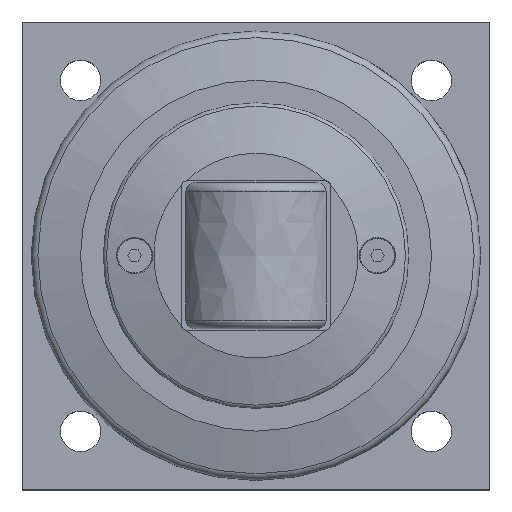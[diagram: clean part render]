
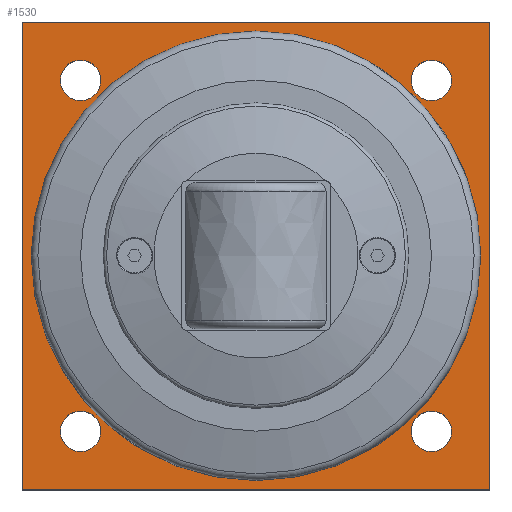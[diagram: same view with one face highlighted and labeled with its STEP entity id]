
A CAD part, top view. The second image highlights one B-rep face of the part: STEP entity #1530.
In plain terms, the highlighted planar face has unit normal (0, 0, 1).
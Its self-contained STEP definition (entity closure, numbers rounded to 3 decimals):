
#77=FACE_BOUND('',#332,.T.);
#78=FACE_BOUND('',#333,.T.);
#79=FACE_BOUND('',#334,.T.);
#80=FACE_BOUND('',#335,.T.);
#81=FACE_BOUND('',#336,.T.);
#161=CIRCLE('',#1709,51.);
#162=CIRCLE('',#1711,6.918);
#163=CIRCLE('',#1712,6.918);
#164=CIRCLE('',#1713,6.918);
#165=CIRCLE('',#1714,6.918);
#166=CIRCLE('',#1715,6.918);
#167=CIRCLE('',#1716,6.918);
#168=CIRCLE('',#1717,6.918);
#169=CIRCLE('',#1718,6.918);
#240=FACE_OUTER_BOUND('',#331,.T.);
#331=EDGE_LOOP('',(#1318,#1319,#1320,#1321));
#332=EDGE_LOOP('',(#1322));
#333=EDGE_LOOP('',(#1323,#1324));
#334=EDGE_LOOP('',(#1325,#1326));
#335=EDGE_LOOP('',(#1327,#1328));
#336=EDGE_LOOP('',(#1329,#1330));
#442=LINE('',#2766,#559);
#443=LINE('',#2768,#560);
#444=LINE('',#2770,#561);
#445=LINE('',#2771,#562);
#559=VECTOR('',#2111,10.);
#560=VECTOR('',#2112,10.);
#561=VECTOR('',#2113,10.);
#562=VECTOR('',#2114,10.);
#712=VERTEX_POINT('',#2760);
#713=VERTEX_POINT('',#2764);
#714=VERTEX_POINT('',#2765);
#715=VERTEX_POINT('',#2767);
#716=VERTEX_POINT('',#2769);
#717=VERTEX_POINT('',#2772);
#718=VERTEX_POINT('',#2773);
#719=VERTEX_POINT('',#2776);
#720=VERTEX_POINT('',#2777);
#721=VERTEX_POINT('',#2780);
#722=VERTEX_POINT('',#2781);
#723=VERTEX_POINT('',#2784);
#724=VERTEX_POINT('',#2785);
#921=EDGE_CURVE('',#712,#712,#161,.T.);
#922=EDGE_CURVE('',#713,#714,#442,.T.);
#923=EDGE_CURVE('',#715,#713,#443,.T.);
#924=EDGE_CURVE('',#716,#715,#444,.T.);
#925=EDGE_CURVE('',#714,#716,#445,.T.);
#926=EDGE_CURVE('',#717,#718,#162,.T.);
#927=EDGE_CURVE('',#718,#717,#163,.T.);
#928=EDGE_CURVE('',#719,#720,#164,.T.);
#929=EDGE_CURVE('',#720,#719,#165,.T.);
#930=EDGE_CURVE('',#721,#722,#166,.T.);
#931=EDGE_CURVE('',#722,#721,#167,.T.);
#932=EDGE_CURVE('',#723,#724,#168,.T.);
#933=EDGE_CURVE('',#724,#723,#169,.T.);
#1318=ORIENTED_EDGE('',*,*,#922,.F.);
#1319=ORIENTED_EDGE('',*,*,#923,.F.);
#1320=ORIENTED_EDGE('',*,*,#924,.F.);
#1321=ORIENTED_EDGE('',*,*,#925,.F.);
#1322=ORIENTED_EDGE('',*,*,#921,.T.);
#1323=ORIENTED_EDGE('',*,*,#926,.T.);
#1324=ORIENTED_EDGE('',*,*,#927,.T.);
#1325=ORIENTED_EDGE('',*,*,#928,.T.);
#1326=ORIENTED_EDGE('',*,*,#929,.T.);
#1327=ORIENTED_EDGE('',*,*,#930,.T.);
#1328=ORIENTED_EDGE('',*,*,#931,.T.);
#1329=ORIENTED_EDGE('',*,*,#932,.T.);
#1330=ORIENTED_EDGE('',*,*,#933,.T.);
#1452=PLANE('',#1710);
#1530=ADVANCED_FACE('',(#240,#77,#78,#79,#80,#81),#1452,.T.);
#1709=AXIS2_PLACEMENT_3D('',#2762,#2107,#2108);
#1710=AXIS2_PLACEMENT_3D('',#2763,#2109,#2110);
#1711=AXIS2_PLACEMENT_3D('',#2774,#2115,#2116);
#1712=AXIS2_PLACEMENT_3D('',#2775,#2117,#2118);
#1713=AXIS2_PLACEMENT_3D('',#2778,#2119,#2120);
#1714=AXIS2_PLACEMENT_3D('',#2779,#2121,#2122);
#1715=AXIS2_PLACEMENT_3D('',#2782,#2123,#2124);
#1716=AXIS2_PLACEMENT_3D('',#2783,#2125,#2126);
#1717=AXIS2_PLACEMENT_3D('',#2786,#2127,#2128);
#1718=AXIS2_PLACEMENT_3D('',#2787,#2129,#2130);
#2107=DIRECTION('center_axis',(0.,0.,-1.));
#2108=DIRECTION('ref_axis',(-1.,0.,0.));
#2109=DIRECTION('center_axis',(0.,0.,1.));
#2110=DIRECTION('ref_axis',(1.,0.,0.));
#2111=DIRECTION('',(0.,1.,0.));
#2112=DIRECTION('',(-1.,0.,0.));
#2113=DIRECTION('',(0.,-1.,0.));
#2114=DIRECTION('',(1.,0.,0.));
#2115=DIRECTION('center_axis',(0.,0.,-1.));
#2116=DIRECTION('ref_axis',(1.,0.,0.));
#2117=DIRECTION('center_axis',(0.,0.,-1.));
#2118=DIRECTION('ref_axis',(1.,0.,0.));
#2119=DIRECTION('center_axis',(0.,0.,-1.));
#2120=DIRECTION('ref_axis',(1.,0.,0.));
#2121=DIRECTION('center_axis',(0.,0.,-1.));
#2122=DIRECTION('ref_axis',(1.,0.,0.));
#2123=DIRECTION('center_axis',(0.,0.,-1.));
#2124=DIRECTION('ref_axis',(1.,0.,0.));
#2125=DIRECTION('center_axis',(0.,0.,-1.));
#2126=DIRECTION('ref_axis',(1.,0.,0.));
#2127=DIRECTION('center_axis',(0.,0.,-1.));
#2128=DIRECTION('ref_axis',(1.,0.,0.));
#2129=DIRECTION('center_axis',(0.,0.,-1.));
#2130=DIRECTION('ref_axis',(1.,0.,0.));
#2760=CARTESIAN_POINT('',(131.,80.,25.));
#2762=CARTESIAN_POINT('Origin',(80.,80.,25.));
#2763=CARTESIAN_POINT('Origin',(80.,80.,25.));
#2764=CARTESIAN_POINT('',(0.,0.,25.));
#2765=CARTESIAN_POINT('',(0.,160.,25.));
#2766=CARTESIAN_POINT('',(0.,160.,25.));
#2767=CARTESIAN_POINT('',(160.,0.,25.));
#2768=CARTESIAN_POINT('',(0.,0.,25.));
#2769=CARTESIAN_POINT('',(160.,160.,25.));
#2770=CARTESIAN_POINT('',(160.,0.,25.));
#2771=CARTESIAN_POINT('',(160.,160.,25.));
#2772=CARTESIAN_POINT('',(26.917,140.,25.));
#2773=CARTESIAN_POINT('',(13.082,140.,25.));
#2774=CARTESIAN_POINT('Origin',(20.,140.,25.));
#2775=CARTESIAN_POINT('Origin',(20.,140.,25.));
#2776=CARTESIAN_POINT('',(146.918,140.,25.));
#2777=CARTESIAN_POINT('',(133.083,140.,25.));
#2778=CARTESIAN_POINT('Origin',(140.,140.,25.));
#2779=CARTESIAN_POINT('Origin',(140.,140.,25.));
#2780=CARTESIAN_POINT('',(146.918,20.,25.));
#2781=CARTESIAN_POINT('',(133.083,20.,25.));
#2782=CARTESIAN_POINT('Origin',(140.,20.,25.));
#2783=CARTESIAN_POINT('Origin',(140.,20.,25.));
#2784=CARTESIAN_POINT('',(26.917,20.,25.));
#2785=CARTESIAN_POINT('',(13.082,20.,25.));
#2786=CARTESIAN_POINT('Origin',(20.,20.,25.));
#2787=CARTESIAN_POINT('Origin',(20.,20.,25.));
